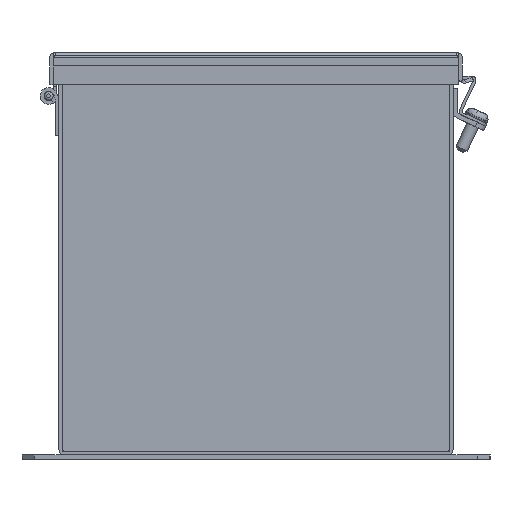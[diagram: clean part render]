
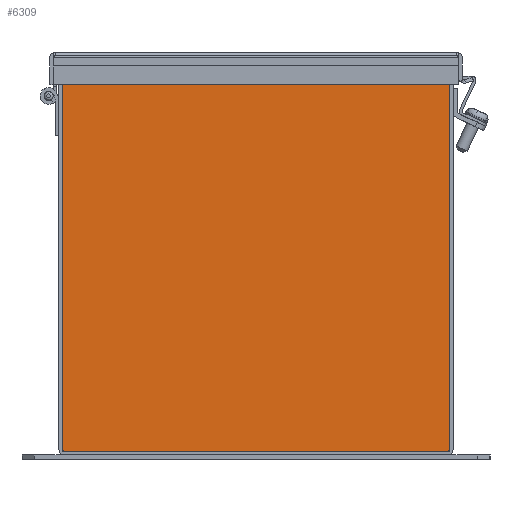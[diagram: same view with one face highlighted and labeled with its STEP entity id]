
A CAD part, left-side view. The second image highlights one B-rep face of the part: STEP entity #6309.
In plain terms, the highlighted planar face has unit normal (-1, 0, 0).
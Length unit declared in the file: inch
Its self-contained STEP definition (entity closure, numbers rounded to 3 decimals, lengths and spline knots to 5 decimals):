
#598 = ORIENTED_EDGE ( 'NONE', *, *, #7643, .F. ) ;
#1147 = CARTESIAN_POINT ( 'NONE',  ( -12., 3.928, 0.072 ) ) ;
#1747 = DIRECTION ( 'NONE',  ( 0., 0., -1. ) ) ;
#2249 = ORIENTED_EDGE ( 'NONE', *, *, #14931, .F. ) ;
#2347 = VERTEX_POINT ( 'NONE', #6453 ) ;
#2745 = ORIENTED_EDGE ( 'NONE', *, *, #7269, .F. ) ;
#3483 = AXIS2_PLACEMENT_3D ( 'NONE', #4710, #8233, #14566 ) ;
#4008 = VECTOR ( 'NONE', #1747, 39.37008 ) ;
#4710 = CARTESIAN_POINT ( 'NONE',  ( -12., 3.928, 0.072 ) ) ;
#4865 = VECTOR ( 'NONE', #8403, 39.37008 ) ;
#4919 = DIRECTION ( 'NONE',  ( 0., 0., 1. ) ) ;
#6284 = LINE ( 'NONE', #7335, #11407 ) ;
#6309 = ADVANCED_FACE ( 'NONE', ( #12094 ), #15963, .F. ) ;
#6453 = CARTESIAN_POINT ( 'NONE',  ( -12., -3.928, 7.892 ) ) ;
#6577 = EDGE_CURVE ( 'NONE', #2347, #7381, #10340, .T. ) ;
#7269 = EDGE_CURVE ( 'NONE', #9233, #7848, #11305, .T. ) ;
#7335 = CARTESIAN_POINT ( 'NONE',  ( -12., 3.928, 7.892 ) ) ;
#7381 = VERTEX_POINT ( 'NONE', #15251 ) ;
#7643 = EDGE_CURVE ( 'NONE', #7848, #2347, #6284, .T. ) ;
#7848 = VERTEX_POINT ( 'NONE', #8003 ) ;
#8003 = CARTESIAN_POINT ( 'NONE',  ( -12., 3.928, 7.892 ) ) ;
#8233 = DIRECTION ( 'NONE',  ( 1., 0., 0. ) ) ;
#8403 = DIRECTION ( 'NONE',  ( 0., 1., 0. ) ) ;
#8501 = VECTOR ( 'NONE', #4919, 39.37008 ) ;
#9007 = EDGE_LOOP ( 'NONE', ( #2745, #2249, #11414, #598 ) ) ;
#9233 = VERTEX_POINT ( 'NONE', #12643 ) ;
#9560 = LINE ( 'NONE', #13497, #4865 ) ;
#10340 = LINE ( 'NONE', #14054, #4008 ) ;
#11305 = LINE ( 'NONE', #1147, #8501 ) ;
#11407 = VECTOR ( 'NONE', #14909, 39.37008 ) ;
#11414 = ORIENTED_EDGE ( 'NONE', *, *, #6577, .F. ) ;
#12094 = FACE_OUTER_BOUND ( 'NONE', #9007, .T. ) ;
#12643 = CARTESIAN_POINT ( 'NONE',  ( -12., 3.928, 0.072 ) ) ;
#13497 = CARTESIAN_POINT ( 'NONE',  ( -12., 3.928, 0.072 ) ) ;
#14054 = CARTESIAN_POINT ( 'NONE',  ( -12., -3.928, 0.072 ) ) ;
#14566 = DIRECTION ( 'NONE',  ( 0., 1., 0. ) ) ;
#14909 = DIRECTION ( 'NONE',  ( 0., -1., 0. ) ) ;
#14931 = EDGE_CURVE ( 'NONE', #7381, #9233, #9560, .T. ) ;
#15251 = CARTESIAN_POINT ( 'NONE',  ( -12., -3.928, 0.072 ) ) ;
#15963 = PLANE ( 'NONE',  #3483 ) ;
